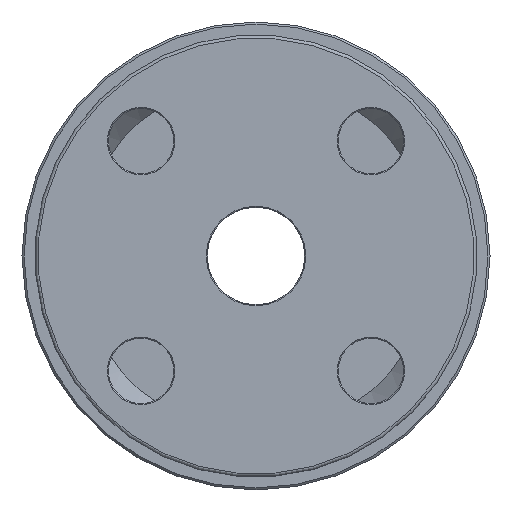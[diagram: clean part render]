
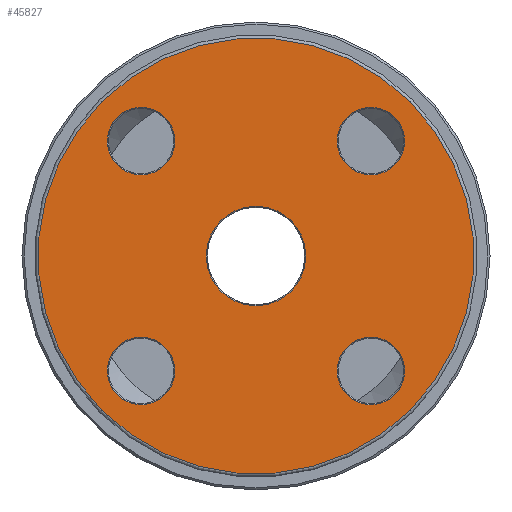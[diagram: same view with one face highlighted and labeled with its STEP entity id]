
A CAD part, front view. The second image highlights one B-rep face of the part: STEP entity #45827.
In plain terms, the highlighted planar face has unit normal (0, -1, 0).
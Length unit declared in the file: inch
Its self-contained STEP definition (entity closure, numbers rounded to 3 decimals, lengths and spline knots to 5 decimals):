
#45721=CARTESIAN_POINT('',(-1.48139,-2.25,1.48139));
#45722=VERTEX_POINT('',#45721);
#45723=CARTESIAN_POINT('',(0.,-2.25,0.));
#45724=DIRECTION('',(0.,1.0,0.));
#45725=DIRECTION('',(0.707,0.,-0.707));
#45726=AXIS2_PLACEMENT_3D('',#45723,#45724,#45725);
#45727=CIRCLE('',#45726,2.095);
#45728=EDGE_CURVE('',#45722,#45722,#45727,.T.);
#45764=CARTESIAN_POINT('',(-0.91676,-2.25,0.91676));
#45765=DIRECTION('',(0.0,-1.0,0.0));
#45766=DIRECTION('',(0.707,0.0,0.707));
#45767=AXIS2_PLACEMENT_3D('',#45764,#45765,#45766);
#45768=PLANE('',#45767);
#45769=ORIENTED_EDGE('',*,*,#45728,.F.);
#45770=EDGE_LOOP('',(#45769));
#45771=FACE_OUTER_BOUND('',#45770,.T.);
#45772=CARTESIAN_POINT('',(0.87504,-2.25,1.33466));
#45773=VERTEX_POINT('',#45772);
#45774=CARTESIAN_POINT('',(1.10485,-2.25,1.10485));
#45775=DIRECTION('',(0.,-1.,0.));
#45776=DIRECTION('',(0.707,0.,-0.707));
#45777=AXIS2_PLACEMENT_3D('',#45774,#45775,#45776);
#45778=CIRCLE('',#45777,0.325);
#45779=EDGE_CURVE('',#45773,#45773,#45778,.T.);
#45780=ORIENTED_EDGE('',*,*,#45779,.F.);
#45781=EDGE_LOOP('',(#45780));
#45782=FACE_BOUND('',#45781,.T.);
#45783=CARTESIAN_POINT('',(1.33466,-2.25,-0.87504));
#45784=VERTEX_POINT('',#45783);
#45785=CARTESIAN_POINT('',(1.10485,-2.25,-1.10485));
#45786=DIRECTION('',(0.,-1.,0.));
#45787=DIRECTION('',(-0.707,0.,-0.707));
#45788=AXIS2_PLACEMENT_3D('',#45785,#45786,#45787);
#45789=CIRCLE('',#45788,0.325);
#45790=EDGE_CURVE('',#45784,#45784,#45789,.T.);
#45791=ORIENTED_EDGE('',*,*,#45790,.F.);
#45792=EDGE_LOOP('',(#45791));
#45793=FACE_BOUND('',#45792,.T.);
#45794=CARTESIAN_POINT('',(-0.87504,-2.25,-1.33466));
#45795=VERTEX_POINT('',#45794);
#45796=CARTESIAN_POINT('',(-1.10485,-2.25,-1.10485));
#45797=DIRECTION('',(0.,-1.,0.));
#45798=DIRECTION('',(-0.707,0.,0.707));
#45799=AXIS2_PLACEMENT_3D('',#45796,#45797,#45798);
#45800=CIRCLE('',#45799,0.325);
#45801=EDGE_CURVE('',#45795,#45795,#45800,.T.);
#45802=ORIENTED_EDGE('',*,*,#45801,.F.);
#45803=EDGE_LOOP('',(#45802));
#45804=FACE_BOUND('',#45803,.T.);
#45805=CARTESIAN_POINT('',(-0.338,-2.25,0.338));
#45806=VERTEX_POINT('',#45805);
#45807=CARTESIAN_POINT('',(0.,-2.25,0.));
#45808=DIRECTION('',(0.,-1.0,0.));
#45809=DIRECTION('',(0.707,0.,-0.707));
#45810=AXIS2_PLACEMENT_3D('',#45807,#45808,#45809);
#45811=CIRCLE('',#45810,0.478);
#45812=EDGE_CURVE('',#45806,#45806,#45811,.T.);
#45813=ORIENTED_EDGE('',*,*,#45812,.F.);
#45814=EDGE_LOOP('',(#45813));
#45815=FACE_BOUND('',#45814,.T.);
#45816=CARTESIAN_POINT('',(-1.33466,-2.25,0.87504));
#45817=VERTEX_POINT('',#45816);
#45818=CARTESIAN_POINT('',(-1.10485,-2.25,1.10485));
#45819=DIRECTION('',(0.,-1.,0.));
#45820=DIRECTION('',(0.707,0.,0.707));
#45821=AXIS2_PLACEMENT_3D('',#45818,#45819,#45820);
#45822=CIRCLE('',#45821,0.325);
#45823=EDGE_CURVE('',#45817,#45817,#45822,.T.);
#45824=ORIENTED_EDGE('',*,*,#45823,.F.);
#45825=EDGE_LOOP('',(#45824));
#45826=FACE_BOUND('',#45825,.T.);
#45827=ADVANCED_FACE('',(#45771,#45782,#45793,#45804,#45815,#45826),#45768,.T.);
